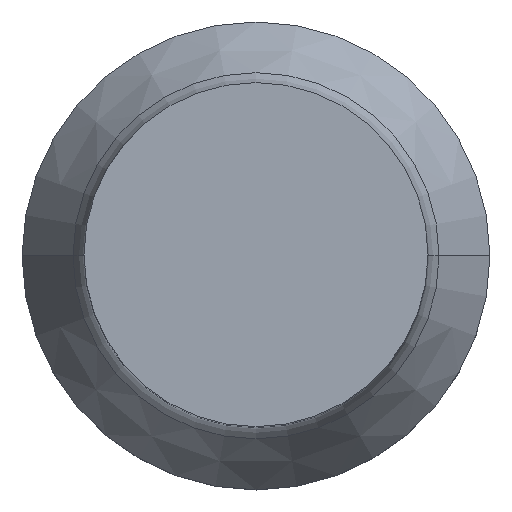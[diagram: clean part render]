
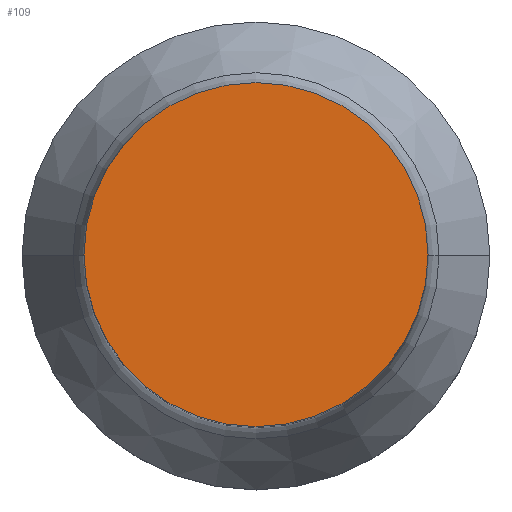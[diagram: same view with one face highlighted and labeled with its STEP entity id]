
A CAD part, top view. The second image highlights one B-rep face of the part: STEP entity #109.
In plain terms, the highlighted planar face has unit normal (0, 0, 1).
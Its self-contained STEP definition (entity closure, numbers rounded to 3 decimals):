
#109=ADVANCED_FACE('',(#135),#133,.T.);
#133=PLANE('',#443);
#135=FACE_OUTER_BOUND('',#158,.T.);
#158=EDGE_LOOP('',(#183,#184));
#183=ORIENTED_EDGE('',*,*,#336,.T.);
#184=ORIENTED_EDGE('',*,*,#337,.F.);
#299=VERTEX_POINT('',#620);
#300=VERTEX_POINT('',#621);
#336=EDGE_CURVE('',#299,#300,#394,.T.);
#337=EDGE_CURVE('',#299,#300,#395,.T.);
#394=CIRCLE('',#441,2.5);
#395=CIRCLE('',#442,2.5);
#441=AXIS2_PLACEMENT_3D('',#619,#497,#498);
#442=AXIS2_PLACEMENT_3D('',#622,#499,#500);
#443=AXIS2_PLACEMENT_3D('',#623,#501,#502);
#497=DIRECTION('',(0.,0.,1.));
#498=DIRECTION('',(1.,0.,0.));
#499=DIRECTION('',(0.,0.,-1.));
#500=DIRECTION('',(1.,0.,0.));
#501=DIRECTION('',(0.,0.,1.));
#502=DIRECTION('',(1.,0.,0.));
#619=CARTESIAN_POINT('',(0.,0.,12.));
#620=CARTESIAN_POINT('',(2.5,0.,12.));
#621=CARTESIAN_POINT('',(-2.5,0.,12.));
#622=CARTESIAN_POINT('',(0.,0.,12.));
#623=CARTESIAN_POINT('',(0.,0.,12.));
